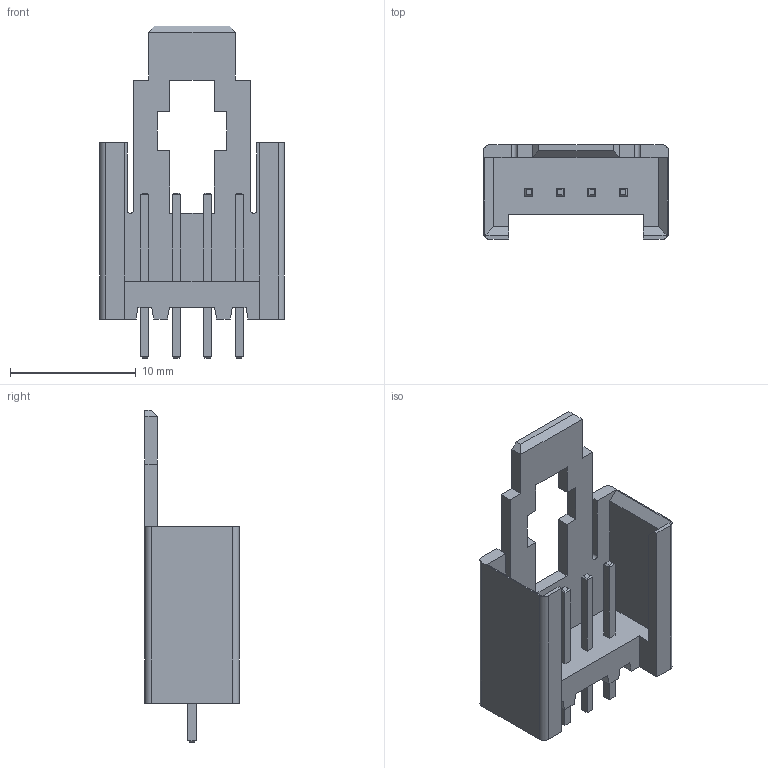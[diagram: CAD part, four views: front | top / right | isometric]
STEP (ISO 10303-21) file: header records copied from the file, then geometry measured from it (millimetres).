
FILE_DESCRIPTION(/* description */ (''),/* implementation_level */ '2;1');
FILE_NAME(/* name */ 'Stocko_MKS_1853-6-0-303_1x4_P2.50mm_Vertical.step',/* time_stamp */ '2024-08-02T14:49:26+02:00',/* author */ (''),/* organization */ (''),/* preprocessor_version */ 'ST-DEVELOPER v20',/* originating_system */ 'Autodesk Translation Framework v13.14.0.145',/* authorisation */ '');
FILE_SCHEMA (('AUTOMOTIVE_DESIGN { 1 0 10303 214 3 1 1 }'));
Length unit declared in the file: millimetre
Products named in the file (1): Stocko_MKS_1853-6-0-303_1x3_P2.50mm_Vertical
Bounding box: 14.7 x 7.5 x 26.4 mm (x, y, z)
Volume: 575.8 mm3; surface area: 1239.1 mm2
Topology: 1 solids, 1 shells, 141 faces, 357 edges, 226 vertices
Faces by surface type: plane 135, cylinder 6
Entity records: 4277 total; most frequent: CARTESIAN_POINT 725, ORIENTED_EDGE 714, DIRECTION 653, EDGE_CURVE 357, LINE 345, VECTOR 345, VERTEX_POINT 226, AXIS2_PLACEMENT_3D 154
